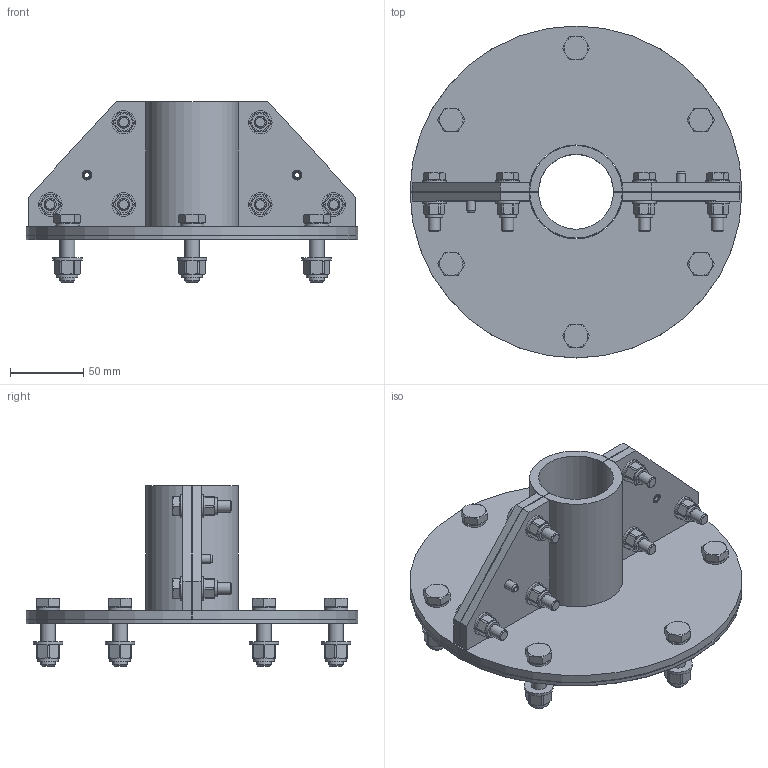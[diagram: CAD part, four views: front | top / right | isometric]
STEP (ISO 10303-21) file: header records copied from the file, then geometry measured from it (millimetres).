
FILE_DESCRIPTION((''),'2;1');
FILE_NAME('SLFORI50.stp','2018-02-02T10:32:18',(''),(''),'Autodesk Inventor 2013','Autodesk Inventor 2013','');
FILE_SCHEMA(('AUTOMOTIVE_DESIGN { 1 0 10303 214 1 1 1 1 }'));
Length unit declared in the file: millimetre
Products named in the file (17): SLFO RI; SLFO RI 50 HALF; SLEEVE-50; FLANGE-50; FRP_6x20; SLFO RI 43-75 EAR; Screw Kit M8X35 L12,4 mm; Locking Nut M8; ISO 7089 8 - 140 HV; ISO 4017 M8 x 35; SLFO RI 50-75 GASKET SMALL; Mount KIT M10; ISO 7089 10 - 140 HV; TREDO M10; ISO 4017 M10 x 40; Locking nut M10; GASKET 50
Assembly tree (30 placements, depth 3):
  SLFO RI
    SLFO RI 50 HALF  x2
      SLEEVE-50
      FLANGE-50
      FRP_6x20
      SLFO RI 43-75 EAR
    Screw Kit M8X35 L12,4 mm  x6
      Locking Nut M8
      ISO 7089 8 - 140 HV
      ISO 4017 M8 x 35
    SLFO RI 50-75 GASKET SMALL  x2
    Mount KIT M10  x6
      ISO 7089 10 - 140 HV
      TREDO M10
      ISO 4017 M10 x 40
      Locking nut M10
    GASKET 50
Bounding box: 226 x 226 x 123 mm (x, y, z)
Volume: 549914.1 mm3; surface area: 274450.6 mm2
Topology: 61 solids, 61 shells, 1182 faces, 2750 edges, 1762 vertices
Faces by surface type: cone 424, plane 380, cylinder 302, torus 76
Full cylindrical faces by diameter (mm): 6.647 x36, 6.7 x4, 8 x6, 8.09 x6, 8.3 x12, 8.376 x36, 8.4 x12, 10 x26, 10.108 x6, 10.5 x12, 10.7 x12, 11.506 x6, 11.63 x6, 14.084 x6, 14.63 x6, 16 x18, 20 x6, 166 x1, 226 x1
Entity records: 6592 total; most frequent: CARTESIAN_POINT 1158, DIRECTION 1102, ORIENTED_EDGE 824, AXIS2_PLACEMENT_3D 488, EDGE_CURVE 412, EDGE_LOOP 386, VERTEX_POINT 316, FACE_OUTER_BOUND 231
